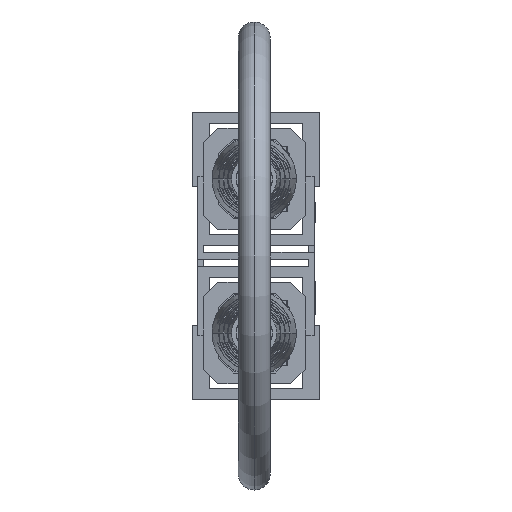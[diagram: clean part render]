
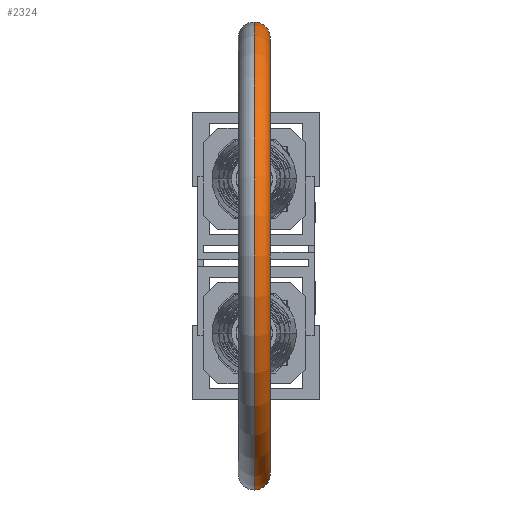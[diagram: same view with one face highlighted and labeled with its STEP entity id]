
A CAD part, front view. The second image highlights one B-rep face of the part: STEP entity #2324.
In plain terms, the highlighted toroidal (fillet/blend) face has major radius 19.05 mm and minor radius 1.397 mm.
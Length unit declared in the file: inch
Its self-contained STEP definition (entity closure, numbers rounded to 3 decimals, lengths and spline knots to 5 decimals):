
#2212 = VERTEX_POINT ( 'NONE', #9686 ) ;
#2213 = VERTEX_POINT ( 'NONE', #9685 ) ;
#2247 = EDGE_CURVE ( 'NONE', #2267, #2213, #9785, .T. ) ;
#2264 = VERTEX_POINT ( 'NONE', #9808 ) ;
#2267 = VERTEX_POINT ( 'NONE', #9802 ) ;
#2300 = EDGE_LOOP ( 'NONE', ( #2301, #2302, #2304, #2305 ) ) ;
#2301 = ORIENTED_EDGE ( 'NONE', *, *, #2326, .F. ) ;
#2302 = ORIENTED_EDGE ( 'NONE', *, *, #2303, .F. ) ;
#2303 = EDGE_CURVE ( 'NONE', #2267, #2264, #9920, .T. ) ;
#2304 = ORIENTED_EDGE ( 'NONE', *, *, #2247, .T. ) ;
#2305 = ORIENTED_EDGE ( 'NONE', *, *, #2306, .T. ) ;
#2306 = EDGE_CURVE ( 'NONE', #2213, #2212, #9916, .T. ) ;
#2324 = ADVANCED_FACE ( 'NONE', ( #9941 ), #9939, .T. ) ;
#2326 = EDGE_CURVE ( 'NONE', #2264, #2212, #9935, .T. ) ;
#9685 = CARTESIAN_POINT ( 'NONE',  ( 4.5, 0., -1.014 ) ) ;
#9686 = CARTESIAN_POINT ( 'NONE',  ( 4.5, 0., -1.124 ) ) ;
#9781 = DIRECTION ( 'NONE',  ( -1., 0., 0. ) ) ;
#9782 = DIRECTION ( 'NONE',  ( 0., 1., 0. ) ) ;
#9783 = CARTESIAN_POINT ( 'NONE',  ( 4.5, 0., -0.319 ) ) ;
#9784 = AXIS2_PLACEMENT_3D ( 'NONE', #9783, #9782, #9781 ) ;
#9785 = CIRCLE ( 'NONE', #9784, 0.695 ) ;
#9802 = CARTESIAN_POINT ( 'NONE',  ( 4.5, 0., 0.376 ) ) ;
#9808 = CARTESIAN_POINT ( 'NONE',  ( 4.5, 0., 0.486 ) ) ;
#9863 = CARTESIAN_POINT ( 'NONE',  ( 4.5, 0., 0.431 ) ) ;
#9912 = DIRECTION ( 'NONE',  ( 0., 1., 0. ) ) ;
#9913 = DIRECTION ( 'NONE',  ( 1., 0., 0. ) ) ;
#9914 = CARTESIAN_POINT ( 'NONE',  ( 4.5, 0., -1.069 ) ) ;
#9915 = AXIS2_PLACEMENT_3D ( 'NONE', #9914, #9913, #9912 ) ;
#9916 = CIRCLE ( 'NONE', #9915, 0.055 ) ;
#9917 = DIRECTION ( 'NONE',  ( 0., -1., 0. ) ) ;
#9918 = DIRECTION ( 'NONE',  ( -1., 0., 0. ) ) ;
#9919 = AXIS2_PLACEMENT_3D ( 'NONE', #9863, #9918, #9917 ) ;
#9920 = CIRCLE ( 'NONE', #9919, 0.055 ) ;
#9931 = DIRECTION ( 'NONE',  ( -1., 0., 0. ) ) ;
#9932 = DIRECTION ( 'NONE',  ( 0., 1., 0. ) ) ;
#9933 = CARTESIAN_POINT ( 'NONE',  ( 4.5, 0., -0.319 ) ) ;
#9934 = AXIS2_PLACEMENT_3D ( 'NONE', #9933, #9932, #9931 ) ;
#9935 = CIRCLE ( 'NONE', #9934, 0.805 ) ;
#9936 = DIRECTION ( 'NONE',  ( 0., 0., 1. ) ) ;
#9937 = DIRECTION ( 'NONE',  ( 0., 1., 0. ) ) ;
#9938 = AXIS2_PLACEMENT_3D ( 'NONE', #9940, #9937, #9936 ) ;
#9939 = TOROIDAL_SURFACE ( 'NONE', #9938, 0.75, 0.055 ) ;
#9940 = CARTESIAN_POINT ( 'NONE',  ( 4.5, 0., -0.319 ) ) ;
#9941 = FACE_OUTER_BOUND ( 'NONE', #2300, .T. ) ;
